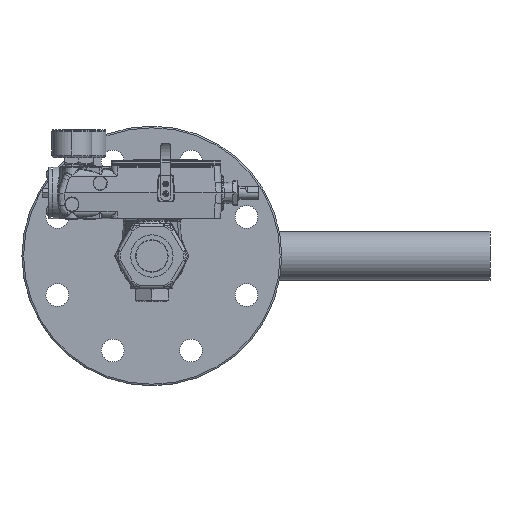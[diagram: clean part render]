
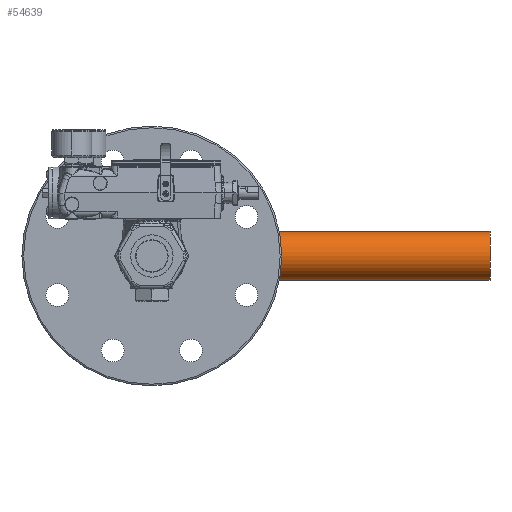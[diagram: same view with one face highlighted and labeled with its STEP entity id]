
A CAD part, left-side view. The second image highlights one B-rep face of the part: STEP entity #54639.
In plain terms, the highlighted cylindrical face has radius 23.812 mm (diameter 47.625 mm), a partial arc.
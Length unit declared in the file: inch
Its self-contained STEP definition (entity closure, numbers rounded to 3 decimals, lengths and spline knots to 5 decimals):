
#931 = LINE ( 'NONE', #38823, #36254 ) ;
#2013 = EDGE_CURVE ( 'NONE', #27849, #37133, #46888, .T. ) ;
#2905 = AXIS2_PLACEMENT_3D ( 'NONE', #110797, #54935, #73533 ) ;
#6891 = ORIENTED_EDGE ( 'NONE', *, *, #38862, .T. ) ;
#7346 = CARTESIAN_POINT ( 'NONE',  ( 16.3025, -13.01825, -3.3535 ) ) ;
#10962 = CARTESIAN_POINT ( 'NONE',  ( 16.3025, -1.33075, -2.416 ) ) ;
#13168 = DIRECTION ( 'NONE',  ( 0., 0., -1. ) ) ;
#19250 = EDGE_CURVE ( 'NONE', #27849, #45210, #94116, .T. ) ;
#19628 = AXIS2_PLACEMENT_3D ( 'NONE', #98239, #97008, #13168 ) ;
#27849 = VERTEX_POINT ( 'NONE', #7346 ) ;
#35708 = CARTESIAN_POINT ( 'NONE',  ( 16.3025, -13.01825, -3.3535 ) ) ;
#36254 = VECTOR ( 'NONE', #58093, 39.37008 ) ;
#37133 = VERTEX_POINT ( 'NONE', #55890 ) ;
#38823 = CARTESIAN_POINT ( 'NONE',  ( 16.3025, -13.01825, -1.4785 ) ) ;
#38862 = EDGE_CURVE ( 'NONE', #45210, #48626, #931, .T. ) ;
#41305 = VECTOR ( 'NONE', #101505, 39.37008 ) ;
#45210 = VERTEX_POINT ( 'NONE', #62817 ) ;
#46888 = LINE ( 'NONE', #35708, #41305 ) ;
#47645 = DIRECTION ( 'NONE',  ( 0., 1., 0. ) ) ;
#48626 = VERTEX_POINT ( 'NONE', #66870 ) ;
#53550 = ORIENTED_EDGE ( 'NONE', *, *, #2013, .F. ) ;
#54639 = ADVANCED_FACE ( 'NONE', ( #88321 ), #61027, .T. ) ;
#54935 = DIRECTION ( 'NONE',  ( 0., 1., 0. ) ) ;
#55890 = CARTESIAN_POINT ( 'NONE',  ( 16.3025, -1.33075, -3.3535 ) ) ;
#58093 = DIRECTION ( 'NONE',  ( 0., 1., 0. ) ) ;
#61027 = CYLINDRICAL_SURFACE ( 'NONE', #19628, 0.9375 ) ;
#62817 = CARTESIAN_POINT ( 'NONE',  ( 16.3025, -13.01825, -1.4785 ) ) ;
#66870 = CARTESIAN_POINT ( 'NONE',  ( 16.3025, -1.33075, -1.4785 ) ) ;
#72599 = ORIENTED_EDGE ( 'NONE', *, *, #74477, .F. ) ;
#73533 = DIRECTION ( 'NONE',  ( 0., 0., -1. ) ) ;
#74477 = EDGE_CURVE ( 'NONE', #37133, #48626, #76472, .T. ) ;
#76472 = CIRCLE ( 'NONE', #110266, 0.9375 ) ;
#87325 = DIRECTION ( 'NONE',  ( 0., 0., -1. ) ) ;
#88321 = FACE_OUTER_BOUND ( 'NONE', #113409, .T. ) ;
#94116 = CIRCLE ( 'NONE', #2905, 0.9375 ) ;
#97008 = DIRECTION ( 'NONE',  ( 0., 1., 0. ) ) ;
#98229 = ORIENTED_EDGE ( 'NONE', *, *, #19250, .T. ) ;
#98239 = CARTESIAN_POINT ( 'NONE',  ( 16.3025, -13.01825, -2.416 ) ) ;
#101505 = DIRECTION ( 'NONE',  ( 0., 1., 0. ) ) ;
#110266 = AXIS2_PLACEMENT_3D ( 'NONE', #10962, #47645, #87325 ) ;
#110797 = CARTESIAN_POINT ( 'NONE',  ( 16.3025, -13.01825, -2.416 ) ) ;
#113409 = EDGE_LOOP ( 'NONE', ( #98229, #6891, #72599, #53550 ) ) ;
